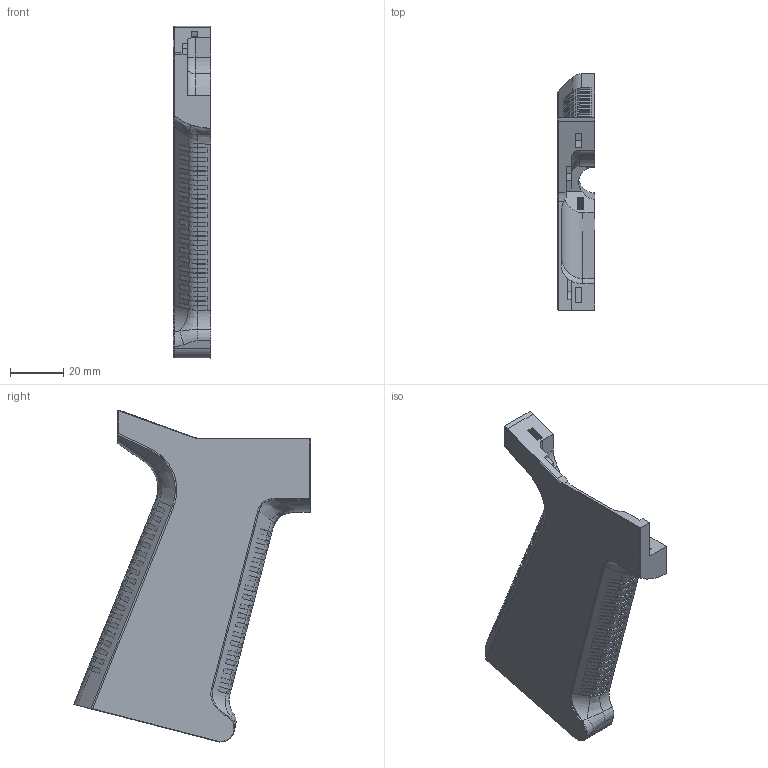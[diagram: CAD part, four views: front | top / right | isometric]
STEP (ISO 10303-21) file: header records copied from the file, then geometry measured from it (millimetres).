
FILE_DESCRIPTION(/* description */ (''),/* implementation_level */ '2;1');
FILE_NAME(/* name */ '31-grip-right-textured.step',/* time_stamp */ '2022-04-06T21:26:01+01:00',/* author */ (''),/* organization */ (''),/* preprocessor_version */ 'ST-DEVELOPER v18.1',/* originating_system */ 'Autodesk Translation Framework v10.13.0.1454',/* authorisation */ '');
FILE_SCHEMA (('AUTOMOTIVE_DESIGN { 1 0 10303 214 3 1 1 }'));
Length unit declared in the file: millimetre
Products named in the file (1): 31-grip-right-textured
Bounding box: 14 x 88.84 x 124.65 mm (x, y, z)
Volume: 26727.8 mm3; surface area: 20044.1 mm2
Topology: 1 solids, 1 shells, 512 faces, 1478 edges, 982 vertices
Faces by surface type: plane 370, cylinder 95, bspline 43, cone 2, torus 2
Full cylindrical faces by diameter (mm): 3.3 x8, 5.7 x2
Entity records: 19665 total; most frequent: CARTESIAN_POINT 6315, ORIENTED_EDGE 2954, DIRECTION 2508, EDGE_CURVE 1477, LINE 1120, VECTOR 1120, VERTEX_POINT 982, AXIS2_PLACEMENT_3D 694
